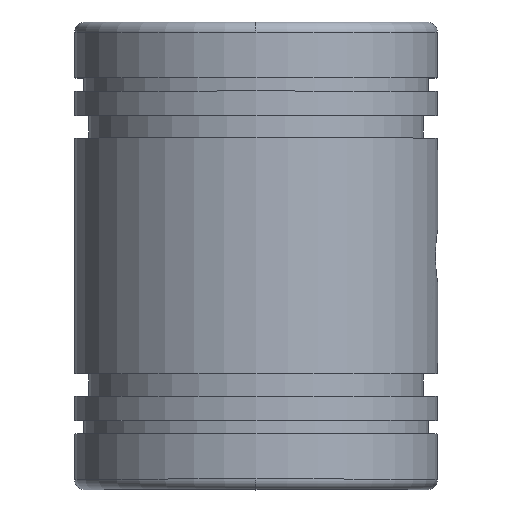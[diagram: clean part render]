
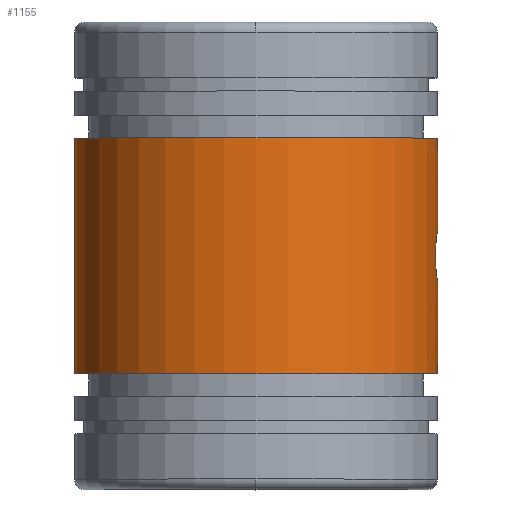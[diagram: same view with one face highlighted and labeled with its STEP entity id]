
A CAD part, top view. The second image highlights one B-rep face of the part: STEP entity #1155.
In plain terms, the highlighted cylindrical face has radius 30.965 mm (diameter 61.93 mm), a partial arc.
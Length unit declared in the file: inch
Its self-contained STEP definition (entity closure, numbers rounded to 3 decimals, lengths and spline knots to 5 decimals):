
#1072=CARTESIAN_POINT('',(0.,-0.43629,0.0));
#1073=DIRECTION('',(0.0,-1.0,0.0));
#1074=DIRECTION('',(1.0,0.0,0.0));
#1075=AXIS2_PLACEMENT_3D('',#1072,#1073,#1074);
#1076=CYLINDRICAL_SURFACE('',#1075,1.2191);
#1077=CARTESIAN_POINT('',(1.2191,0.35501,0.0));
#1078=VERTEX_POINT('',#1077);
#1079=CARTESIAN_POINT('',(1.2191,-0.26127,0.));
#1080=VERTEX_POINT('',#1079);
#1081=CARTESIAN_POINT('',(1.2191,0.35501,0.0));
#1082=DIRECTION('',(0.0,-1.0,0.0));
#1083=VECTOR('',#1082,0.61628);
#1084=LINE('',#1081,#1083);
#1085=EDGE_CURVE('',#1078,#1080,#1084,.T.);
#1086=ORIENTED_EDGE('',*,*,#1085,.F.);
#1087=CARTESIAN_POINT('',(-1.2191,0.35501,0.));
#1088=VERTEX_POINT('',#1087);
#1089=CARTESIAN_POINT('',(0.,0.35501,0.0));
#1090=DIRECTION('',(0.0,-1.0,0.0));
#1091=DIRECTION('',(1.0,0.0,0.0));
#1092=AXIS2_PLACEMENT_3D('',#1089,#1090,#1091);
#1093=CIRCLE('',#1092,1.2191);
#1094=EDGE_CURVE('',#1078,#1088,#1093,.T.);
#1095=ORIENTED_EDGE('',*,*,#1094,.T.);
#1096=CARTESIAN_POINT('',(-1.2191,-1.22759,0.));
#1097=VERTEX_POINT('',#1096);
#1098=CARTESIAN_POINT('',(-1.2191,-1.22759,0.));
#1099=DIRECTION('',(0.0,1.0,0.0));
#1100=VECTOR('',#1099,1.5826);
#1101=LINE('',#1098,#1100);
#1102=EDGE_CURVE('',#1097,#1088,#1101,.T.);
#1103=ORIENTED_EDGE('',*,*,#1102,.F.);
#1104=CARTESIAN_POINT('',(1.2191,-1.22759,0.0));
#1105=VERTEX_POINT('',#1104);
#1106=CARTESIAN_POINT('',(0.,-1.22759,0.0));
#1107=DIRECTION('',(0.0,-1.0,0.0));
#1108=DIRECTION('',(1.0,0.0,0.0));
#1109=AXIS2_PLACEMENT_3D('',#1106,#1107,#1108);
#1110=CIRCLE('',#1109,1.2191);
#1111=EDGE_CURVE('',#1105,#1097,#1110,.T.);
#1112=ORIENTED_EDGE('',*,*,#1111,.F.);
#1113=CARTESIAN_POINT('',(1.2191,-0.61131,0.));
#1114=VERTEX_POINT('',#1113);
#1115=CARTESIAN_POINT('',(1.2191,-0.61131,0.));
#1116=DIRECTION('',(0.0,-1.0,0.0));
#1117=VECTOR('',#1116,0.61628);
#1118=LINE('',#1115,#1117);
#1119=EDGE_CURVE('',#1114,#1105,#1118,.T.);
#1120=ORIENTED_EDGE('',*,*,#1119,.F.);
#1121=CARTESIAN_POINT('',(1.20498,-0.43629,0.18498));
#1122=VERTEX_POINT('',#1121);
#1123=CARTESIAN_POINT('',(1.2191,-0.61131,0.));
#1124=CARTESIAN_POINT('',(1.2191,-0.61131,0.02421));
#1125=CARTESIAN_POINT('',(1.21837,-0.60695,0.04846));
#1126=CARTESIAN_POINT('',(1.21591,-0.59031,0.08996));
#1127=CARTESIAN_POINT('',(1.21444,-0.57997,0.10768));
#1128=CARTESIAN_POINT('',(1.21048,-0.54704,0.14663));
#1129=CARTESIAN_POINT('',(1.20807,-0.52146,0.16394));
#1130=CARTESIAN_POINT('',(1.206,-0.48477,0.17828));
#1131=CARTESIAN_POINT('',(1.20557,-0.47307,0.18116));
#1132=CARTESIAN_POINT('',(1.20507,-0.45342,0.1844));
#1133=CARTESIAN_POINT('',(1.20498,-0.44495,0.18498));
#1134=CARTESIAN_POINT('',(1.20498,-0.43629,0.18498));
#1135=B_SPLINE_CURVE_WITH_KNOTS('',3,(#1123,#1124,#1125,#1126,#1127,#1128,#1129,#1130,#1131,#1132,#1133,#1134),.UNSPECIFIED.,.F.,.U.,(4,2,2,2,2,4),(2.0738,2.24661,2.37622,2.57064,2.66785,2.76506),.UNSPECIFIED.);
#1136=EDGE_CURVE('',#1122,#1114,#1135,.F.);
#1137=ORIENTED_EDGE('',*,*,#1136,.F.);
#1138=CARTESIAN_POINT('',(1.20498,-0.43629,0.18498));
#1139=CARTESIAN_POINT('',(1.20498,-0.42859,0.18498));
#1140=CARTESIAN_POINT('',(1.20506,-0.42104,0.1845));
#1141=CARTESIAN_POINT('',(1.20543,-0.40408,0.18205));
#1142=CARTESIAN_POINT('',(1.20575,-0.39429,0.17997));
#1143=CARTESIAN_POINT('',(1.2073,-0.36237,0.16933));
#1144=CARTESIAN_POINT('',(1.20916,-0.33932,0.15647));
#1145=CARTESIAN_POINT('',(1.21337,-0.30017,0.11954));
#1146=CARTESIAN_POINT('',(1.21556,-0.28464,0.09588));
#1147=CARTESIAN_POINT('',(1.21837,-0.26563,0.04846));
#1148=CARTESIAN_POINT('',(1.2191,-0.26127,0.02421));
#1149=CARTESIAN_POINT('',(1.2191,-0.26127,0.));
#1150=B_SPLINE_CURVE_WITH_KNOTS('',3,(#1138,#1139,#1140,#1141,#1142,#1143,#1144,#1145,#1146,#1147,#1148,#1149),.UNSPECIFIED.,.F.,.U.,(4,2,2,2,2,4),(0.0,0.08641,0.17282,0.34563,0.51845,0.69127),.UNSPECIFIED.);
#1151=EDGE_CURVE('',#1080,#1122,#1150,.F.);
#1152=ORIENTED_EDGE('',*,*,#1151,.F.);
#1153=EDGE_LOOP('',(#1086,#1095,#1103,#1112,#1120,#1137,#1152));
#1154=FACE_OUTER_BOUND('',#1153,.T.);
#1155=ADVANCED_FACE('',(#1154),#1076,.T.);
